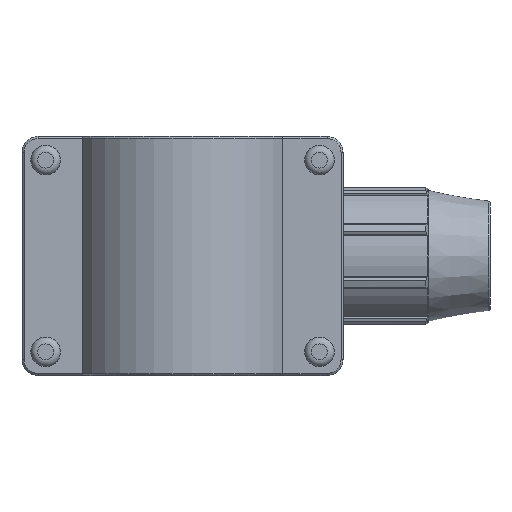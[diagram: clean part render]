
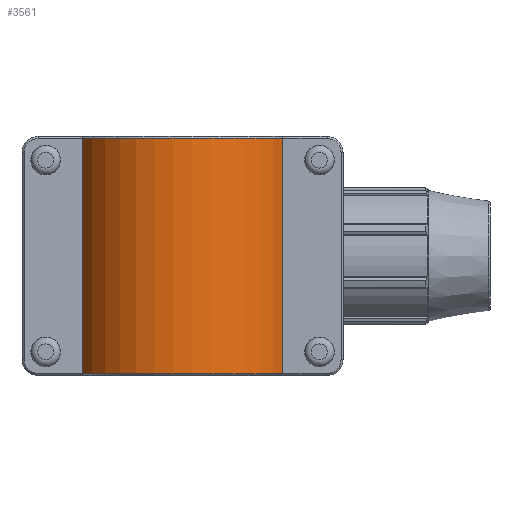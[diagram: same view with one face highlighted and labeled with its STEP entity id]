
A CAD part, front view. The second image highlights one B-rep face of the part: STEP entity #3561.
In plain terms, the highlighted cylindrical face has radius 49.5 mm (diameter 99 mm), a partial arc.
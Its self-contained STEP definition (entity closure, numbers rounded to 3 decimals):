
#245=LINE('',#6150,#531);
#246=LINE('',#6152,#532);
#531=VECTOR('',#4822,103.2);
#532=VECTOR('',#4825,103.2);
#839=CYLINDRICAL_SURFACE('',#3913,49.5);
#1105=FACE_OUTER_BOUND('',#1389,.T.);
#1389=EDGE_LOOP('',(#3128,#3129,#3130,#3131));
#1576=CIRCLE('',#3895,49.5);
#1577=CIRCLE('',#3898,49.5);
#1870=VERTEX_POINT('',#6090);
#1871=VERTEX_POINT('',#6095);
#1872=VERTEX_POINT('',#6102);
#1874=VERTEX_POINT('',#6111);
#2300=EDGE_CURVE('',#1870,#1871,#1576,.T.);
#2306=EDGE_CURVE('',#1874,#1872,#1577,.T.);
#2323=EDGE_CURVE('',#1870,#1872,#245,.T.);
#2324=EDGE_CURVE('',#1871,#1874,#246,.T.);
#3128=ORIENTED_EDGE('',*,*,#2300,.F.);
#3129=ORIENTED_EDGE('',*,*,#2323,.T.);
#3130=ORIENTED_EDGE('',*,*,#2306,.F.);
#3131=ORIENTED_EDGE('',*,*,#2324,.F.);
#3561=ADVANCED_FACE('',(#1105),#839,.T.);
#3895=AXIS2_PLACEMENT_3D('',#6096,#4772,#4773);
#3898=AXIS2_PLACEMENT_3D('',#6116,#4780,#4781);
#3913=AXIS2_PLACEMENT_3D('',#6151,#4823,#4824);
#4772=DIRECTION('center_axis',(0.,0.,-1.));
#4773=DIRECTION('ref_axis',(1.,0.,0.));
#4780=DIRECTION('center_axis',(0.,0.,1.));
#4781=DIRECTION('ref_axis',(1.,0.,0.));
#4822=DIRECTION('',(0.,0.,1.));
#4823=DIRECTION('center_axis',(0.,0.,1.));
#4824=DIRECTION('ref_axis',(1.,0.,0.));
#4825=DIRECTION('',(0.,0.,1.));
#6090=CARTESIAN_POINT('',(44.091,-22.5,-51.6));
#6095=CARTESIAN_POINT('',(-44.091,-22.5,-51.6));
#6096=CARTESIAN_POINT('Origin',(0.,0.,-51.6));
#6102=CARTESIAN_POINT('',(44.091,-22.5,51.6));
#6111=CARTESIAN_POINT('',(-44.091,-22.5,51.6));
#6116=CARTESIAN_POINT('Origin',(0.,0.,51.6));
#6150=CARTESIAN_POINT('',(44.091,-22.5,0.));
#6151=CARTESIAN_POINT('Origin',(0.,0.,0.));
#6152=CARTESIAN_POINT('',(-44.091,-22.5,0.));
